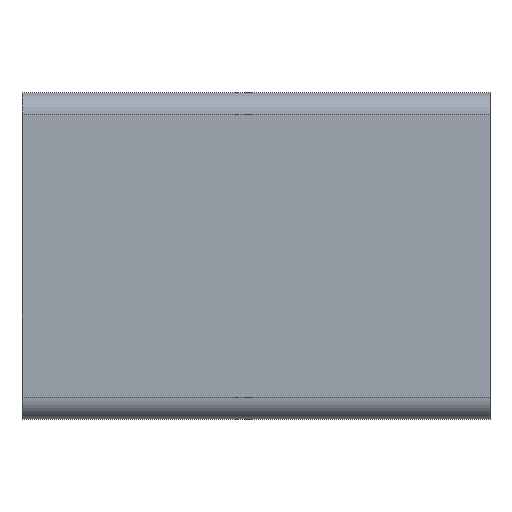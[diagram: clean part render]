
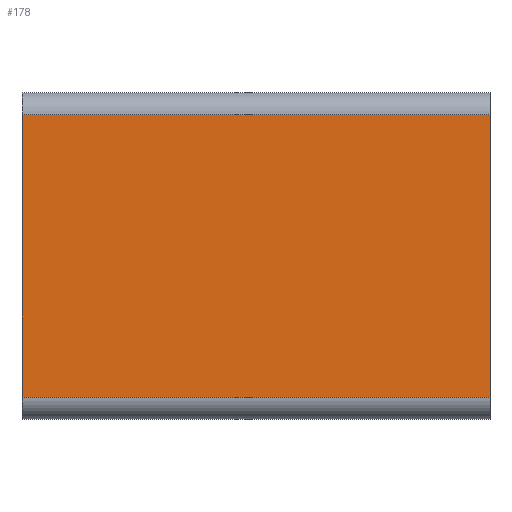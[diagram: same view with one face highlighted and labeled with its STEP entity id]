
A CAD part, top view. The second image highlights one B-rep face of the part: STEP entity #178.
In plain terms, the highlighted planar face has unit normal (0, 0, 1).
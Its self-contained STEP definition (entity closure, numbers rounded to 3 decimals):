
#17=PLANE('',#209);
#26=FACE_OUTER_BOUND('',#36,.T.);
#36=EDGE_LOOP('',(#145,#146,#147,#148));
#45=LINE('',#289,#61);
#50=LINE('',#305,#66);
#52=LINE('',#309,#68);
#53=LINE('',#310,#69);
#61=VECTOR('',#233,10.);
#66=VECTOR('',#250,10.);
#68=VECTOR('',#254,10.);
#69=VECTOR('',#255,10.);
#88=VERTEX_POINT('',#286);
#89=VERTEX_POINT('',#288);
#94=VERTEX_POINT('',#303);
#95=VERTEX_POINT('',#308);
#105=EDGE_CURVE('',#89,#88,#45,.T.);
#113=EDGE_CURVE('',#94,#88,#50,.T.);
#115=EDGE_CURVE('',#94,#95,#52,.T.);
#116=EDGE_CURVE('',#89,#95,#53,.T.);
#145=ORIENTED_EDGE('',*,*,#113,.F.);
#146=ORIENTED_EDGE('',*,*,#115,.T.);
#147=ORIENTED_EDGE('',*,*,#116,.F.);
#148=ORIENTED_EDGE('',*,*,#105,.T.);
#178=ADVANCED_FACE('',(#26),#17,.T.);
#209=AXIS2_PLACEMENT_3D('',#307,#252,#253);
#233=DIRECTION('',(0.,1.,0.));
#250=DIRECTION('',(1.,0.,0.));
#252=DIRECTION('center_axis',(0.,0.,1.));
#253=DIRECTION('ref_axis',(1.,0.,0.));
#254=DIRECTION('',(0.,-1.,0.));
#255=DIRECTION('',(-1.,0.,0.));
#286=CARTESIAN_POINT('',(54.,35.1,15.));
#288=CARTESIAN_POINT('',(54.,2.5,15.));
#289=CARTESIAN_POINT('',(54.,0.,15.));
#303=CARTESIAN_POINT('',(0.,35.1,15.));
#305=CARTESIAN_POINT('',(40.5,35.1,15.));
#307=CARTESIAN_POINT('Origin',(27.,18.8,15.));
#308=CARTESIAN_POINT('',(0.,2.5,15.));
#309=CARTESIAN_POINT('',(0.,37.6,15.));
#310=CARTESIAN_POINT('',(13.5,2.5,15.));
